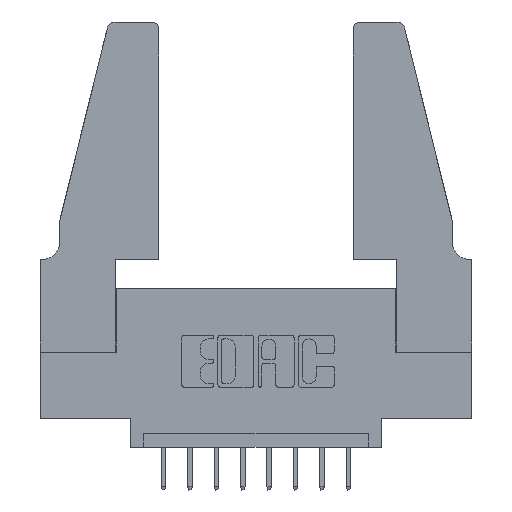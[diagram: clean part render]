
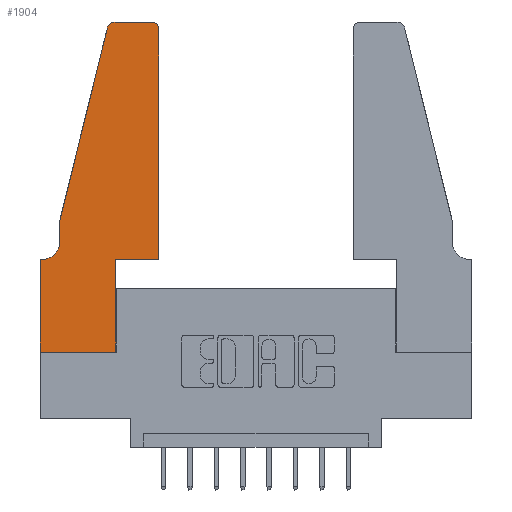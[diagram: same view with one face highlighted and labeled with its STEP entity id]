
A CAD part, top view. The second image highlights one B-rep face of the part: STEP entity #1904.
In plain terms, the highlighted planar face has unit normal (0, 0, 1).
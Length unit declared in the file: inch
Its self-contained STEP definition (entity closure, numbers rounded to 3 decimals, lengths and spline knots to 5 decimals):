
#116 = DIRECTION ( 'NONE',  ( 0., -1., 0. ) ) ;
#293 = ORIENTED_EDGE ( 'NONE', *, *, #3340, .T. ) ;
#355 = EDGE_CURVE ( 'NONE', #12052, #5214, #5427, .T. ) ;
#411 = VERTEX_POINT ( 'NONE', #3746 ) ;
#612 = ORIENTED_EDGE ( 'NONE', *, *, #783, .T. ) ;
#783 = EDGE_CURVE ( 'NONE', #9241, #7664, #9974, .T. ) ;
#790 = CARTESIAN_POINT ( 'NONE',  ( 0.2865, 0.35, 0.37 ) ) ;
#1133 = CARTESIAN_POINT ( 'NONE',  ( 0.284, 1.25, 0.37 ) ) ;
#1140 = DIRECTION ( 'NONE',  ( 1., 0., 0. ) ) ;
#1315 = DIRECTION ( 'NONE',  ( -1., 0., 0. ) ) ;
#1342 = CARTESIAN_POINT ( 'NONE',  ( 0.4505, 1.22, 0.37 ) ) ;
#1406 = CARTESIAN_POINT ( 'NONE',  ( 0., 0., 0.37 ) ) ;
#1444 = CARTESIAN_POINT ( 'NONE',  ( 0.0055, 0.42, 0.37 ) ) ;
#1462 = CARTESIAN_POINT ( 'NONE',  ( 0.2605, 1.25, 0.37 ) ) ;
#1490 = VERTEX_POINT ( 'NONE', #9994 ) ;
#1536 = VECTOR ( 'NONE', #116, 39.37008 ) ;
#1904 = ADVANCED_FACE ( 'NONE', ( #5374 ), #11933, .T. ) ;
#1907 = VECTOR ( 'NONE', #1140, 39.37008 ) ;
#1921 = VERTEX_POINT ( 'NONE', #7735 ) ;
#2008 = CARTESIAN_POINT ( 'NONE',  ( 0., 0., 0.37 ) ) ;
#2138 = CARTESIAN_POINT ( 'NONE',  ( 0.0755, 0.5, 0.37 ) ) ;
#2155 = CARTESIAN_POINT ( 'NONE',  ( 0.0755, 0.42, 0.37 ) ) ;
#2193 = EDGE_LOOP ( 'NONE', ( #4566, #8770, #11420, #293, #612, #5718, #12972, #4498, #9641, #11515, #5333, #8016 ) ) ;
#2316 = DIRECTION ( 'NONE',  ( 0., 1., 0. ) ) ;
#2605 = CARTESIAN_POINT ( 'NONE',  ( 0., 0., 0.37 ) ) ;
#2665 = VECTOR ( 'NONE', #9480, 39.37008 ) ;
#2706 = LINE ( 'NONE', #2605, #6617 ) ;
#2709 = VERTEX_POINT ( 'NONE', #1342 ) ;
#3086 = AXIS2_PLACEMENT_3D ( 'NONE', #4324, #11333, #10409 ) ;
#3340 = EDGE_CURVE ( 'NONE', #5368, #9241, #10392, .T. ) ;
#3501 = DIRECTION ( 'NONE',  ( 0., 0., -1. ) ) ;
#3514 = VECTOR ( 'NONE', #11834, 39.37008 ) ;
#3701 = DIRECTION ( 'NONE',  ( 1., 0., 0. ) ) ;
#3746 = CARTESIAN_POINT ( 'NONE',  ( 0.4205, 1.25, 0.37 ) ) ;
#3798 = CARTESIAN_POINT ( 'NONE',  ( 0.2865, 0.35, 0.37 ) ) ;
#3831 = EDGE_CURVE ( 'NONE', #411, #7143, #4672, .T. ) ;
#4324 = CARTESIAN_POINT ( 'NONE',  ( 0.284, 1.22, 0.37 ) ) ;
#4459 = LINE ( 'NONE', #2138, #12920 ) ;
#4498 = ORIENTED_EDGE ( 'NONE', *, *, #8270, .T. ) ;
#4566 = ORIENTED_EDGE ( 'NONE', *, *, #3831, .T. ) ;
#4654 = AXIS2_PLACEMENT_3D ( 'NONE', #1444, #3501, #1315 ) ;
#4655 = AXIS2_PLACEMENT_3D ( 'NONE', #12941, #5928, #4823 ) ;
#4672 = LINE ( 'NONE', #1462, #2665 ) ;
#4823 = DIRECTION ( 'NONE',  ( 1., 0., 0. ) ) ;
#5049 = CARTESIAN_POINT ( 'NONE',  ( 0.4505, 0.35, 0.37 ) ) ;
#5171 = LINE ( 'NONE', #5049, #1907 ) ;
#5214 = VERTEX_POINT ( 'NONE', #1406 ) ;
#5333 = ORIENTED_EDGE ( 'NONE', *, *, #6495, .T. ) ;
#5368 = VERTEX_POINT ( 'NONE', #9808 ) ;
#5374 = FACE_OUTER_BOUND ( 'NONE', #2193, .T. ) ;
#5389 = CARTESIAN_POINT ( 'NONE',  ( 0.4505, 0.35, 0.37 ) ) ;
#5427 = LINE ( 'NONE', #2008, #1536 ) ;
#5512 = AXIS2_PLACEMENT_3D ( 'NONE', #6920, #8170, #3701 ) ;
#5718 = ORIENTED_EDGE ( 'NONE', *, *, #8761, .T. ) ;
#5909 = CARTESIAN_POINT ( 'NONE',  ( 0.2865, 0., 0.37 ) ) ;
#5928 = DIRECTION ( 'NONE',  ( 0., 0., 1. ) ) ;
#6169 = LINE ( 'NONE', #3798, #3514 ) ;
#6495 = EDGE_CURVE ( 'NONE', #1490, #2709, #9035, .T. ) ;
#6617 = VECTOR ( 'NONE', #11555, 39.37008 ) ;
#6920 = CARTESIAN_POINT ( 'NONE',  ( 0., 0.35, 0.37 ) ) ;
#7143 = VERTEX_POINT ( 'NONE', #1133 ) ;
#7490 = VERTEX_POINT ( 'NONE', #5909 ) ;
#7660 = EDGE_CURVE ( 'NONE', #7143, #1921, #9622, .T. ) ;
#7664 = VERTEX_POINT ( 'NONE', #12106 ) ;
#7735 = CARTESIAN_POINT ( 'NONE',  ( 0.25487, 1.22718, 0.37 ) ) ;
#7786 = EDGE_CURVE ( 'NONE', #7490, #12282, #6169, .T. ) ;
#8016 = ORIENTED_EDGE ( 'NONE', *, *, #9859, .T. ) ;
#8170 = DIRECTION ( 'NONE',  ( 0., 0., 1. ) ) ;
#8270 = EDGE_CURVE ( 'NONE', #5214, #7490, #2706, .T. ) ;
#8761 = EDGE_CURVE ( 'NONE', #7664, #12052, #10568, .T. ) ;
#8770 = ORIENTED_EDGE ( 'NONE', *, *, #7660, .T. ) ;
#9035 = LINE ( 'NONE', #5389, #11537 ) ;
#9055 = EDGE_CURVE ( 'NONE', #12282, #1490, #5171, .T. ) ;
#9187 = DIRECTION ( 'NONE',  ( -0.239, -0.971, 0. ) ) ;
#9241 = VERTEX_POINT ( 'NONE', #2155 ) ;
#9480 = DIRECTION ( 'NONE',  ( -1., 0., 0. ) ) ;
#9622 = CIRCLE ( 'NONE', #3086, 0.03 ) ;
#9641 = ORIENTED_EDGE ( 'NONE', *, *, #7786, .T. ) ;
#9808 = CARTESIAN_POINT ( 'NONE',  ( 0.0755, 0.5, 0.37 ) ) ;
#9859 = EDGE_CURVE ( 'NONE', #2709, #411, #10985, .T. ) ;
#9974 = CIRCLE ( 'NONE', #4654, 0.07 ) ;
#9994 = CARTESIAN_POINT ( 'NONE',  ( 0.4505, 0.35, 0.37 ) ) ;
#9999 = DIRECTION ( 'NONE',  ( 0., -1., 0. ) ) ;
#10392 = LINE ( 'NONE', #11050, #10854 ) ;
#10409 = DIRECTION ( 'NONE',  ( 1., 0., 0. ) ) ;
#10568 = LINE ( 'NONE', #12817, #12867 ) ;
#10854 = VECTOR ( 'NONE', #9999, 39.37008 ) ;
#10985 = CIRCLE ( 'NONE', #4655, 0.03 ) ;
#11050 = CARTESIAN_POINT ( 'NONE',  ( 0.0755, 0.5, 0.37 ) ) ;
#11333 = DIRECTION ( 'NONE',  ( 0., 0., 1. ) ) ;
#11420 = ORIENTED_EDGE ( 'NONE', *, *, #11940, .T. ) ;
#11515 = ORIENTED_EDGE ( 'NONE', *, *, #9055, .T. ) ;
#11537 = VECTOR ( 'NONE', #2316, 39.37008 ) ;
#11555 = DIRECTION ( 'NONE',  ( 1., 0., 0. ) ) ;
#11785 = DIRECTION ( 'NONE',  ( -1., 0., 0. ) ) ;
#11834 = DIRECTION ( 'NONE',  ( 0., 1., 0. ) ) ;
#11933 = PLANE ( 'NONE',  #5512 ) ;
#11940 = EDGE_CURVE ( 'NONE', #1921, #5368, #4459, .T. ) ;
#12052 = VERTEX_POINT ( 'NONE', #12535 ) ;
#12106 = CARTESIAN_POINT ( 'NONE',  ( 0.0055, 0.35, 0.37 ) ) ;
#12282 = VERTEX_POINT ( 'NONE', #790 ) ;
#12535 = CARTESIAN_POINT ( 'NONE',  ( 0., 0.35, 0.37 ) ) ;
#12817 = CARTESIAN_POINT ( 'NONE',  ( 0.0755, 0.35, 0.37 ) ) ;
#12867 = VECTOR ( 'NONE', #11785, 39.37008 ) ;
#12920 = VECTOR ( 'NONE', #9187, 39.37008 ) ;
#12941 = CARTESIAN_POINT ( 'NONE',  ( 0.4205, 1.22, 0.37 ) ) ;
#12972 = ORIENTED_EDGE ( 'NONE', *, *, #355, .T. ) ;
